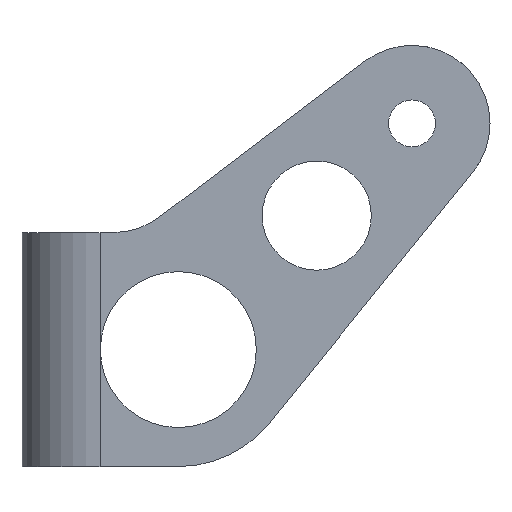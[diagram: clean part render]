
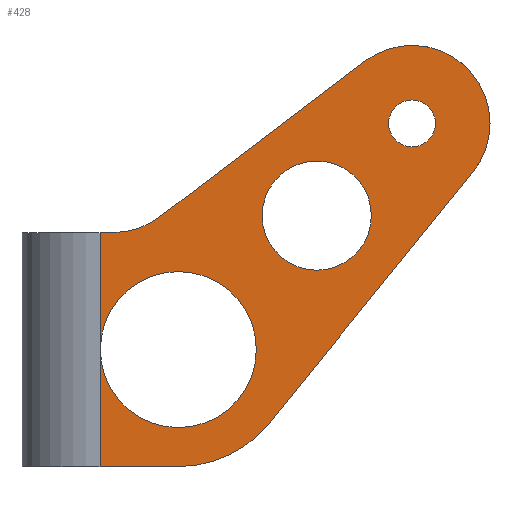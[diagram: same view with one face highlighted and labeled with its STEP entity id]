
A CAD part, left-side view. The second image highlights one B-rep face of the part: STEP entity #428.
In plain terms, the highlighted planar face has unit normal (-1, 0, 0).
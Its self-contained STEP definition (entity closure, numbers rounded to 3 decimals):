
#106=CARTESIAN_POINT('Vertex',(-10.,-5.,0.)) ;
#109=CARTESIAN_POINT('Line Origine',(-10.,-5.,15.)) ;
#113=CARTESIAN_POINT('Vertex',(-10.,-5.,15.)) ;
#174=CARTESIAN_POINT('Vertex',(-10.,-10.023,0.)) ;
#177=CARTESIAN_POINT('Line Origine',(-10.,-7.511,0.)) ;
#228=CARTESIAN_POINT('Line Origine',(-10.,-5.409,15.)) ;
#232=CARTESIAN_POINT('Vertex',(-10.,-5.818,15.)) ;
#318=CARTESIAN_POINT('Axis2P3D Location',(-10.,-30.,0.)) ;
#323=CARTESIAN_POINT('Axis2P3D Location',(-10.,-10.023,7.5)) ;
#327=CARTESIAN_POINT('Vertex',(-10.,-15.848,2.776)) ;
#330=CARTESIAN_POINT('Line Origine',(-10.,-22.366,10.813)) ;
#334=CARTESIAN_POINT('Vertex',(-10.,-28.884,18.851)) ;
#337=CARTESIAN_POINT('Axis2P3D Location',(-10.,-25.,22.)) ;
#341=CARTESIAN_POINT('Vertex',(-10.,-30.,22.)) ;
#344=CARTESIAN_POINT('Axis2P3D Location',(-10.,-25.,22.)) ;
#348=CARTESIAN_POINT('Vertex',(-10.,-21.978,25.983)) ;
#351=CARTESIAN_POINT('Line Origine',(-10.,-15.409,21.)) ;
#355=CARTESIAN_POINT('Vertex',(-10.,-8.84,16.017)) ;
#358=CARTESIAN_POINT('Axis2P3D Location',(-10.,-5.818,20.)) ;
#374=CARTESIAN_POINT('Axis2P3D Location',(-10.,-25.,22.)) ;
#378=CARTESIAN_POINT('Vertex',(-10.,-23.5,22.)) ;
#380=CARTESIAN_POINT('Vertex',(-10.,-26.5,22.)) ;
#383=CARTESIAN_POINT('Axis2P3D Location',(-10.,-25.,22.)) ;
#392=CARTESIAN_POINT('Axis2P3D Location',(-10.,-10.023,7.5)) ;
#396=CARTESIAN_POINT('Vertex',(-10.,-5.023,7.5)) ;
#398=CARTESIAN_POINT('Vertex',(-10.,-15.023,7.5)) ;
#401=CARTESIAN_POINT('Axis2P3D Location',(-10.,-10.023,7.5)) ;
#410=CARTESIAN_POINT('Axis2P3D Location',(-10.,-18.893,16.088)) ;
#414=CARTESIAN_POINT('Vertex',(-10.,-15.393,16.088)) ;
#416=CARTESIAN_POINT('Vertex',(-10.,-22.393,16.088)) ;
#419=CARTESIAN_POINT('Axis2P3D Location',(-10.,-18.893,16.088)) ;
#111=VECTOR('Line Direction',#110,1.) ;
#179=VECTOR('Line Direction',#178,1.) ;
#230=VECTOR('Line Direction',#229,1.) ;
#332=VECTOR('Line Direction',#331,1.) ;
#353=VECTOR('Line Direction',#352,1.) ;
#110=DIRECTION('Vector Direction',(0.,0.,1.)) ;
#178=DIRECTION('Vector Direction',(0.,1.,0.)) ;
#229=DIRECTION('Vector Direction',(0.,-1.,0.)) ;
#319=DIRECTION('Axis2P3D Direction',(1.,0.,0.)) ;
#320=DIRECTION('Axis2P3D XDirection',(0.,1.,0.)) ;
#324=DIRECTION('Axis2P3D Direction',(1.,0.,0.)) ;
#331=DIRECTION('Vector Direction',(0.,0.63,-0.777)) ;
#338=DIRECTION('Axis2P3D Direction',(1.,0.,0.)) ;
#345=DIRECTION('Axis2P3D Direction',(1.,0.,0.)) ;
#352=DIRECTION('Vector Direction',(0.,-0.797,0.604)) ;
#359=DIRECTION('Axis2P3D Direction',(1.,0.,0.)) ;
#375=DIRECTION('Axis2P3D Direction',(1.,0.,0.)) ;
#384=DIRECTION('Axis2P3D Direction',(1.,0.,0.)) ;
#393=DIRECTION('Axis2P3D Direction',(1.,0.,0.)) ;
#402=DIRECTION('Axis2P3D Direction',(1.,0.,0.)) ;
#411=DIRECTION('Axis2P3D Direction',(1.,0.,0.)) ;
#420=DIRECTION('Axis2P3D Direction',(1.,0.,0.)) ;
#321=AXIS2_PLACEMENT_3D('Plane Axis2P3D',#318,#319,#320) ;
#325=AXIS2_PLACEMENT_3D('Circle Axis2P3D',#323,#324,$) ;
#339=AXIS2_PLACEMENT_3D('Circle Axis2P3D',#337,#338,$) ;
#346=AXIS2_PLACEMENT_3D('Circle Axis2P3D',#344,#345,$) ;
#360=AXIS2_PLACEMENT_3D('Circle Axis2P3D',#358,#359,$) ;
#376=AXIS2_PLACEMENT_3D('Circle Axis2P3D',#374,#375,$) ;
#385=AXIS2_PLACEMENT_3D('Circle Axis2P3D',#383,#384,$) ;
#394=AXIS2_PLACEMENT_3D('Circle Axis2P3D',#392,#393,$) ;
#403=AXIS2_PLACEMENT_3D('Circle Axis2P3D',#401,#402,$) ;
#412=AXIS2_PLACEMENT_3D('Circle Axis2P3D',#410,#411,$) ;
#421=AXIS2_PLACEMENT_3D('Circle Axis2P3D',#419,#420,$) ;
#112=LINE('Line',#109,#111) ;
#180=LINE('Line',#177,#179) ;
#231=LINE('Line',#228,#230) ;
#333=LINE('Line',#330,#332) ;
#354=LINE('Line',#351,#353) ;
#326=CIRCLE('generated circle',#325,7.5) ;
#340=CIRCLE('generated circle',#339,5.) ;
#347=CIRCLE('generated circle',#346,5.) ;
#361=CIRCLE('generated circle',#360,5.) ;
#377=CIRCLE('generated circle',#376,1.5) ;
#386=CIRCLE('generated circle',#385,1.5) ;
#395=CIRCLE('generated circle',#394,5.) ;
#404=CIRCLE('generated circle',#403,5.) ;
#413=CIRCLE('generated circle',#412,3.5) ;
#422=CIRCLE('generated circle',#421,3.5) ;
#322=PLANE('',#321) ;
#391=FACE_BOUND('',#388,.T.) ;
#409=FACE_BOUND('',#406,.T.) ;
#427=FACE_BOUND('',#424,.T.) ;
#115=EDGE_CURVE('',#107,#114,#112,.T.) ;
#181=EDGE_CURVE('',#175,#107,#180,.T.) ;
#234=EDGE_CURVE('',#114,#233,#231,.T.) ;
#329=EDGE_CURVE('',#328,#175,#326,.T.) ;
#336=EDGE_CURVE('',#335,#328,#333,.T.) ;
#343=EDGE_CURVE('',#342,#335,#340,.T.) ;
#350=EDGE_CURVE('',#349,#342,#347,.T.) ;
#357=EDGE_CURVE('',#356,#349,#354,.T.) ;
#362=EDGE_CURVE('',#233,#356,#361,.F.) ;
#382=EDGE_CURVE('',#379,#381,#377,.T.) ;
#387=EDGE_CURVE('',#381,#379,#386,.T.) ;
#400=EDGE_CURVE('',#397,#399,#395,.T.) ;
#405=EDGE_CURVE('',#399,#397,#404,.T.) ;
#418=EDGE_CURVE('',#415,#417,#413,.T.) ;
#423=EDGE_CURVE('',#417,#415,#422,.T.) ;
#364=ORIENTED_EDGE('',*,*,#329,.F.) ;
#365=ORIENTED_EDGE('',*,*,#336,.F.) ;
#366=ORIENTED_EDGE('',*,*,#343,.F.) ;
#367=ORIENTED_EDGE('',*,*,#350,.F.) ;
#368=ORIENTED_EDGE('',*,*,#357,.F.) ;
#369=ORIENTED_EDGE('',*,*,#362,.F.) ;
#370=ORIENTED_EDGE('',*,*,#234,.F.) ;
#371=ORIENTED_EDGE('',*,*,#115,.F.) ;
#372=ORIENTED_EDGE('',*,*,#181,.F.) ;
#389=ORIENTED_EDGE('',*,*,#382,.T.) ;
#390=ORIENTED_EDGE('',*,*,#387,.T.) ;
#407=ORIENTED_EDGE('',*,*,#400,.T.) ;
#408=ORIENTED_EDGE('',*,*,#405,.T.) ;
#425=ORIENTED_EDGE('',*,*,#418,.T.) ;
#426=ORIENTED_EDGE('',*,*,#423,.T.) ;
#363=EDGE_LOOP('',(#364,#365,#366,#367,#368,#369,#370,#371,#372)) ;
#388=EDGE_LOOP('',(#389,#390)) ;
#406=EDGE_LOOP('',(#407,#408)) ;
#424=EDGE_LOOP('',(#425,#426)) ;
#107=VERTEX_POINT('',#106) ;
#114=VERTEX_POINT('',#113) ;
#175=VERTEX_POINT('',#174) ;
#233=VERTEX_POINT('',#232) ;
#328=VERTEX_POINT('',#327) ;
#335=VERTEX_POINT('',#334) ;
#342=VERTEX_POINT('',#341) ;
#349=VERTEX_POINT('',#348) ;
#356=VERTEX_POINT('',#355) ;
#379=VERTEX_POINT('',#378) ;
#381=VERTEX_POINT('',#380) ;
#397=VERTEX_POINT('',#396) ;
#399=VERTEX_POINT('',#398) ;
#415=VERTEX_POINT('',#414) ;
#417=VERTEX_POINT('',#416) ;
#428=ADVANCED_FACE('PartBody',(#373,#391,#409,#427),#322,.F.) ;
#373=FACE_OUTER_BOUND('',#363,.T.) ;
